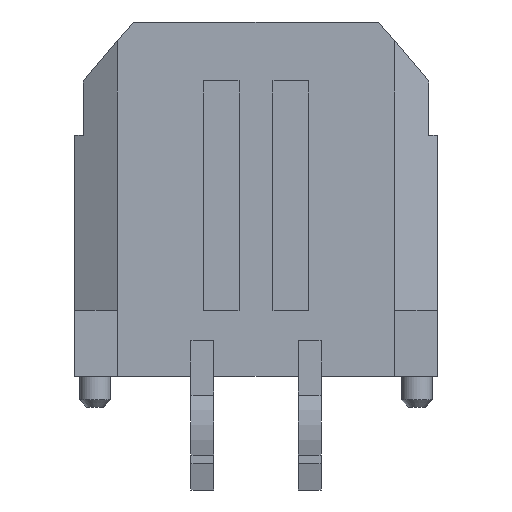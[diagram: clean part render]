
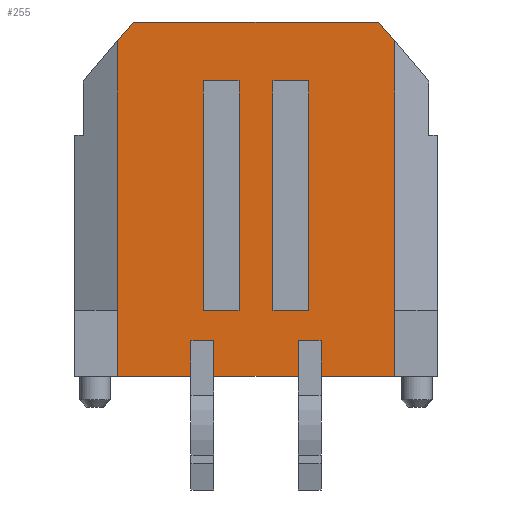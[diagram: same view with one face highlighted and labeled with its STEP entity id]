
A CAD part, front view. The second image highlights one B-rep face of the part: STEP entity #255.
In plain terms, the highlighted planar face has unit normal (0, -1, 0).
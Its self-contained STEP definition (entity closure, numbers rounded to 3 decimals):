
#219 = EDGE_CURVE('',#220,#222,#224,.T.);
#220 = VERTEX_POINT('',#221);
#221 = CARTESIAN_POINT('',(-3.875,-3.475,9.4));
#222 = VERTEX_POINT('',#223);
#223 = CARTESIAN_POINT('',(-3.875,-3.475,1.87));
#224 = LINE('',#225,#226);
#225 = CARTESIAN_POINT('',(-3.875,-3.475,9.4));
#226 = VECTOR('',#227,1.);
#227 = DIRECTION('',(0.,0.,-1.));
#255 = ADVANCED_FACE('',(#256,#377,#411),#445,.T.);
#256 = FACE_BOUND('',#257,.F.);
#257 = EDGE_LOOP('',(#258,#268,#276,#282,#283,#291,#299,#307,#315,#323,
    #331,#339,#347,#355,#363,#371));
#258 = ORIENTED_EDGE('',*,*,#259,.F.);
#259 = EDGE_CURVE('',#260,#262,#264,.T.);
#260 = VERTEX_POINT('',#261);
#261 = CARTESIAN_POINT('',(-1.82,-3.475,0.02));
#262 = VERTEX_POINT('',#263);
#263 = CARTESIAN_POINT('',(-1.82,-3.475,1.02));
#264 = LINE('',#265,#266);
#265 = CARTESIAN_POINT('',(-1.82,-3.475,0.02));
#266 = VECTOR('',#267,1.);
#267 = DIRECTION('',(0.,0.,1.));
#268 = ORIENTED_EDGE('',*,*,#269,.T.);
#269 = EDGE_CURVE('',#260,#270,#272,.T.);
#270 = VERTEX_POINT('',#271);
#271 = CARTESIAN_POINT('',(-3.875,-3.475,0.02));
#272 = LINE('',#273,#274);
#273 = CARTESIAN_POINT('',(-1.82,-3.475,0.02));
#274 = VECTOR('',#275,1.);
#275 = DIRECTION('',(-1.,0.,0.));
#276 = ORIENTED_EDGE('',*,*,#277,.F.);
#277 = EDGE_CURVE('',#222,#270,#278,.T.);
#278 = LINE('',#279,#280);
#279 = CARTESIAN_POINT('',(-3.875,-3.475,1.87));
#280 = VECTOR('',#281,1.);
#281 = DIRECTION('',(0.,0.,-1.));
#282 = ORIENTED_EDGE('',*,*,#219,.F.);
#283 = ORIENTED_EDGE('',*,*,#284,.F.);
#284 = EDGE_CURVE('',#285,#220,#287,.T.);
#285 = VERTEX_POINT('',#286);
#286 = CARTESIAN_POINT('',(-3.425,-3.475,9.93));
#287 = LINE('',#288,#289);
#288 = CARTESIAN_POINT('',(-3.425,-3.475,9.93));
#289 = VECTOR('',#290,1.);
#290 = DIRECTION('',(-0.647,0.,-0.763));
#291 = ORIENTED_EDGE('',*,*,#292,.T.);
#292 = EDGE_CURVE('',#285,#293,#295,.T.);
#293 = VERTEX_POINT('',#294);
#294 = CARTESIAN_POINT('',(3.425,-3.475,9.93));
#295 = LINE('',#296,#297);
#296 = CARTESIAN_POINT('',(-3.425,-3.475,9.93));
#297 = VECTOR('',#298,1.);
#298 = DIRECTION('',(1.,0.,0.));
#299 = ORIENTED_EDGE('',*,*,#300,.F.);
#300 = EDGE_CURVE('',#301,#293,#303,.T.);
#301 = VERTEX_POINT('',#302);
#302 = CARTESIAN_POINT('',(3.875,-3.475,9.4));
#303 = LINE('',#304,#305);
#304 = CARTESIAN_POINT('',(3.875,-3.475,9.4));
#305 = VECTOR('',#306,1.);
#306 = DIRECTION('',(-0.647,0.,0.763));
#307 = ORIENTED_EDGE('',*,*,#308,.T.);
#308 = EDGE_CURVE('',#301,#309,#311,.T.);
#309 = VERTEX_POINT('',#310);
#310 = CARTESIAN_POINT('',(3.875,-3.475,1.87));
#311 = LINE('',#312,#313);
#312 = CARTESIAN_POINT('',(3.875,-3.475,9.4));
#313 = VECTOR('',#314,1.);
#314 = DIRECTION('',(0.,0.,-1.));
#315 = ORIENTED_EDGE('',*,*,#316,.T.);
#316 = EDGE_CURVE('',#309,#317,#319,.T.);
#317 = VERTEX_POINT('',#318);
#318 = CARTESIAN_POINT('',(3.875,-3.475,0.02));
#319 = LINE('',#320,#321);
#320 = CARTESIAN_POINT('',(3.875,-3.475,1.87));
#321 = VECTOR('',#322,1.);
#322 = DIRECTION('',(0.,0.,-1.));
#323 = ORIENTED_EDGE('',*,*,#324,.T.);
#324 = EDGE_CURVE('',#317,#325,#327,.T.);
#325 = VERTEX_POINT('',#326);
#326 = CARTESIAN_POINT('',(1.82,-3.475,0.02));
#327 = LINE('',#328,#329);
#328 = CARTESIAN_POINT('',(3.875,-3.475,0.02));
#329 = VECTOR('',#330,1.);
#330 = DIRECTION('',(-1.,0.,0.));
#331 = ORIENTED_EDGE('',*,*,#332,.T.);
#332 = EDGE_CURVE('',#325,#333,#335,.T.);
#333 = VERTEX_POINT('',#334);
#334 = CARTESIAN_POINT('',(1.82,-3.475,1.02));
#335 = LINE('',#336,#337);
#336 = CARTESIAN_POINT('',(1.82,-3.475,0.02));
#337 = VECTOR('',#338,1.);
#338 = DIRECTION('',(0.,0.,1.));
#339 = ORIENTED_EDGE('',*,*,#340,.F.);
#340 = EDGE_CURVE('',#341,#333,#343,.T.);
#341 = VERTEX_POINT('',#342);
#342 = CARTESIAN_POINT('',(1.18,-3.475,1.02));
#343 = LINE('',#344,#345);
#344 = CARTESIAN_POINT('',(1.18,-3.475,1.02));
#345 = VECTOR('',#346,1.);
#346 = DIRECTION('',(1.,0.,0.));
#347 = ORIENTED_EDGE('',*,*,#348,.F.);
#348 = EDGE_CURVE('',#349,#341,#351,.T.);
#349 = VERTEX_POINT('',#350);
#350 = CARTESIAN_POINT('',(1.18,-3.475,0.02));
#351 = LINE('',#352,#353);
#352 = CARTESIAN_POINT('',(1.18,-3.475,0.02));
#353 = VECTOR('',#354,1.);
#354 = DIRECTION('',(0.,0.,1.));
#355 = ORIENTED_EDGE('',*,*,#356,.T.);
#356 = EDGE_CURVE('',#349,#357,#359,.T.);
#357 = VERTEX_POINT('',#358);
#358 = CARTESIAN_POINT('',(-1.18,-3.475,0.02));
#359 = LINE('',#360,#361);
#360 = CARTESIAN_POINT('',(1.18,-3.475,0.02));
#361 = VECTOR('',#362,1.);
#362 = DIRECTION('',(-1.,0.,0.));
#363 = ORIENTED_EDGE('',*,*,#364,.T.);
#364 = EDGE_CURVE('',#357,#365,#367,.T.);
#365 = VERTEX_POINT('',#366);
#366 = CARTESIAN_POINT('',(-1.18,-3.475,1.02));
#367 = LINE('',#368,#369);
#368 = CARTESIAN_POINT('',(-1.18,-3.475,0.02));
#369 = VECTOR('',#370,1.);
#370 = DIRECTION('',(0.,0.,1.));
#371 = ORIENTED_EDGE('',*,*,#372,.F.);
#372 = EDGE_CURVE('',#262,#365,#373,.T.);
#373 = LINE('',#374,#375);
#374 = CARTESIAN_POINT('',(-1.82,-3.475,1.02));
#375 = VECTOR('',#376,1.);
#376 = DIRECTION('',(1.,0.,0.));
#377 = FACE_BOUND('',#378,.F.);
#378 = EDGE_LOOP('',(#379,#389,#397,#405));
#379 = ORIENTED_EDGE('',*,*,#380,.F.);
#380 = EDGE_CURVE('',#381,#383,#385,.T.);
#381 = VERTEX_POINT('',#382);
#382 = CARTESIAN_POINT('',(0.475,-3.475,8.28));
#383 = VERTEX_POINT('',#384);
#384 = CARTESIAN_POINT('',(1.475,-3.475,8.28));
#385 = LINE('',#386,#387);
#386 = CARTESIAN_POINT('',(0.475,-3.475,8.28));
#387 = VECTOR('',#388,1.);
#388 = DIRECTION('',(1.,0.,0.));
#389 = ORIENTED_EDGE('',*,*,#390,.F.);
#390 = EDGE_CURVE('',#391,#381,#393,.T.);
#391 = VERTEX_POINT('',#392);
#392 = CARTESIAN_POINT('',(0.475,-3.475,1.87));
#393 = LINE('',#394,#395);
#394 = CARTESIAN_POINT('',(0.475,-3.475,1.87));
#395 = VECTOR('',#396,1.);
#396 = DIRECTION('',(0.,0.,1.));
#397 = ORIENTED_EDGE('',*,*,#398,.T.);
#398 = EDGE_CURVE('',#391,#399,#401,.T.);
#399 = VERTEX_POINT('',#400);
#400 = CARTESIAN_POINT('',(1.475,-3.475,1.87));
#401 = LINE('',#402,#403);
#402 = CARTESIAN_POINT('',(0.475,-3.475,1.87));
#403 = VECTOR('',#404,1.);
#404 = DIRECTION('',(1.,0.,0.));
#405 = ORIENTED_EDGE('',*,*,#406,.T.);
#406 = EDGE_CURVE('',#399,#383,#407,.T.);
#407 = LINE('',#408,#409);
#408 = CARTESIAN_POINT('',(1.475,-3.475,1.87));
#409 = VECTOR('',#410,1.);
#410 = DIRECTION('',(0.,0.,1.));
#411 = FACE_BOUND('',#412,.F.);
#412 = EDGE_LOOP('',(#413,#423,#431,#439));
#413 = ORIENTED_EDGE('',*,*,#414,.F.);
#414 = EDGE_CURVE('',#415,#417,#419,.T.);
#415 = VERTEX_POINT('',#416);
#416 = CARTESIAN_POINT('',(-1.475,-3.475,8.28));
#417 = VERTEX_POINT('',#418);
#418 = CARTESIAN_POINT('',(-0.475,-3.475,8.28));
#419 = LINE('',#420,#421);
#420 = CARTESIAN_POINT('',(-1.475,-3.475,8.28));
#421 = VECTOR('',#422,1.);
#422 = DIRECTION('',(1.,0.,0.));
#423 = ORIENTED_EDGE('',*,*,#424,.F.);
#424 = EDGE_CURVE('',#425,#415,#427,.T.);
#425 = VERTEX_POINT('',#426);
#426 = CARTESIAN_POINT('',(-1.475,-3.475,1.87));
#427 = LINE('',#428,#429);
#428 = CARTESIAN_POINT('',(-1.475,-3.475,1.87));
#429 = VECTOR('',#430,1.);
#430 = DIRECTION('',(0.,0.,1.));
#431 = ORIENTED_EDGE('',*,*,#432,.T.);
#432 = EDGE_CURVE('',#425,#433,#435,.T.);
#433 = VERTEX_POINT('',#434);
#434 = CARTESIAN_POINT('',(-0.475,-3.475,1.87));
#435 = LINE('',#436,#437);
#436 = CARTESIAN_POINT('',(-1.475,-3.475,1.87));
#437 = VECTOR('',#438,1.);
#438 = DIRECTION('',(1.,0.,0.));
#439 = ORIENTED_EDGE('',*,*,#440,.T.);
#440 = EDGE_CURVE('',#433,#417,#441,.T.);
#441 = LINE('',#442,#443);
#442 = CARTESIAN_POINT('',(-0.475,-3.475,1.87));
#443 = VECTOR('',#444,1.);
#444 = DIRECTION('',(0.,0.,1.));
#445 = PLANE('',#446);
#446 = AXIS2_PLACEMENT_3D('',#447,#448,#449);
#447 = CARTESIAN_POINT('',(-4.825,-3.475,9.93));
#448 = DIRECTION('',(0.,-1.,0.));
#449 = DIRECTION('',(0.,0.,-1.));
